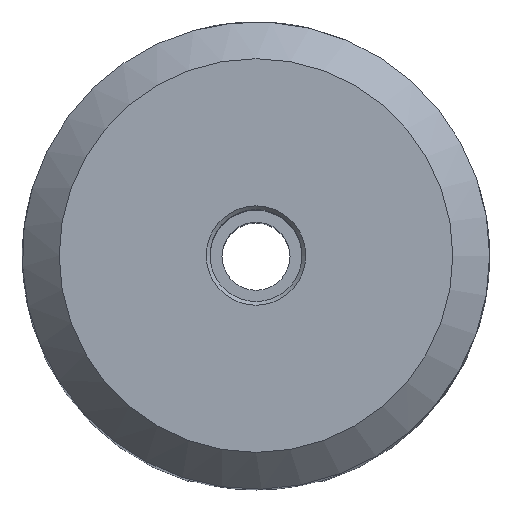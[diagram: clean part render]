
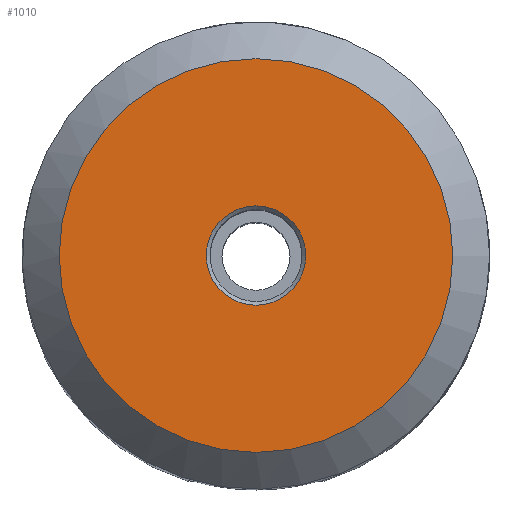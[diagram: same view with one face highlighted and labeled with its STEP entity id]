
A CAD part, top view. The second image highlights one B-rep face of the part: STEP entity #1010.
In plain terms, the highlighted planar face has unit normal (0, 0, 1).
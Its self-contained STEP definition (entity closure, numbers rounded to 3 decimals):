
#16 = FACE_OUTER_BOUND ( 'NONE', #341, .T. ) ;
#64 = CARTESIAN_POINT ( 'NONE',  ( 10.7, 0., 65. ) ) ;
#77 = VERTEX_POINT ( 'NONE', #1111 ) ;
#288 = CIRCLE ( 'NONE', #920, 2.7 ) ;
#320 = AXIS2_PLACEMENT_3D ( 'NONE', #454, #800, #370 ) ;
#341 = EDGE_LOOP ( 'NONE', ( #1106 ) ) ;
#370 = DIRECTION ( 'NONE',  ( 1., 0., 0. ) ) ;
#449 = CARTESIAN_POINT ( 'NONE',  ( 0., 0., 65. ) ) ;
#454 = CARTESIAN_POINT ( 'NONE',  ( 0., 0., 65. ) ) ;
#527 = EDGE_CURVE ( 'NONE', #77, #77, #288, .T. ) ;
#537 = FACE_BOUND ( 'NONE', #1100, .T. ) ;
#538 = DIRECTION ( 'NONE',  ( 0., 0., -1. ) ) ;
#620 = DIRECTION ( 'NONE',  ( 0., 0., 1. ) ) ;
#714 = AXIS2_PLACEMENT_3D ( 'NONE', #449, #620, #1060 ) ;
#716 = CARTESIAN_POINT ( 'NONE',  ( 0., 0., 65. ) ) ;
#771 = CIRCLE ( 'NONE', #714, 10.7 ) ;
#800 = DIRECTION ( 'NONE',  ( 0., 0., 1. ) ) ;
#860 = ORIENTED_EDGE ( 'NONE', *, *, #527, .T. ) ;
#887 = PLANE ( 'NONE',  #320 ) ;
#889 = DIRECTION ( 'NONE',  ( 1., 0., 0. ) ) ;
#920 = AXIS2_PLACEMENT_3D ( 'NONE', #716, #538, #889 ) ;
#973 = EDGE_CURVE ( 'NONE', #1119, #1119, #771, .T. ) ;
#1010 = ADVANCED_FACE ( 'NONE', ( #537, #16 ), #887, .T. ) ;
#1060 = DIRECTION ( 'NONE',  ( 1., 0., 0. ) ) ;
#1100 = EDGE_LOOP ( 'NONE', ( #860 ) ) ;
#1106 = ORIENTED_EDGE ( 'NONE', *, *, #973, .T. ) ;
#1111 = CARTESIAN_POINT ( 'NONE',  ( 2.7, 0., 65. ) ) ;
#1119 = VERTEX_POINT ( 'NONE', #64 ) ;
